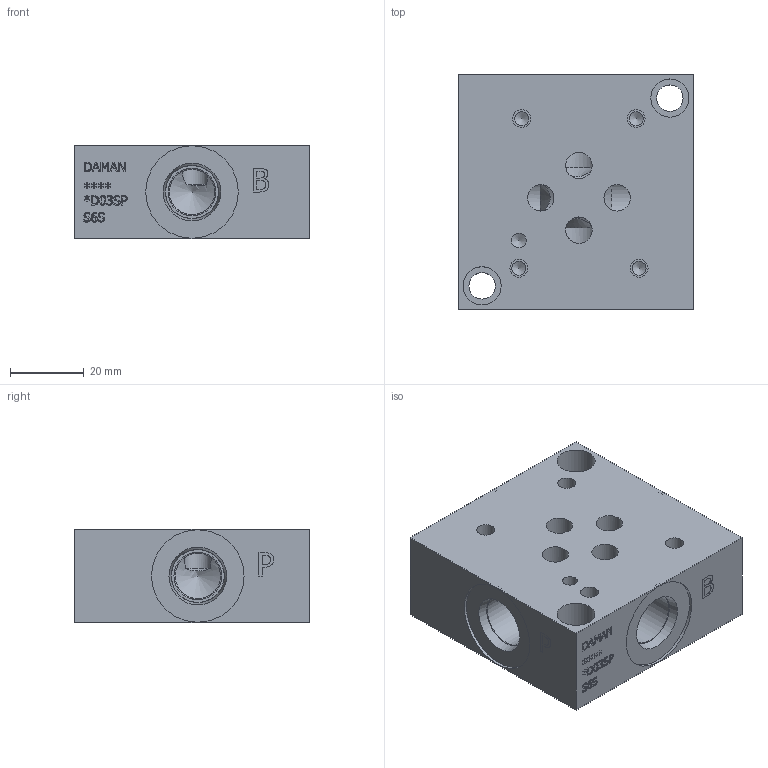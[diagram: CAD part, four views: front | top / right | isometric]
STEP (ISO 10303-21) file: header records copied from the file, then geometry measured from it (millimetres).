
FILE_DESCRIPTION(/* description */ (''),/* implementation_level */ '2;1');
FILE_NAME(/* name */ '_D03SPS6S.stp',/* time_stamp */ '2022-01-19T10:00:10-05:00',/* author */ ('trevorh'),/* organization */ (''),/* preprocessor_version */ 'ST-DEVELOPER v18',/* originating_system */ 'Autodesk Inventor 2020',/* authorisation */ '');
FILE_SCHEMA (('CONFIG_CONTROL_DESIGN'));
Length unit declared in the file: millimetre
Products named in the file (1): Part_DD03SPS6S.B01010R2_3D
Bounding box: 63.5 x 63.5 x 25.4 mm (x, y, z)
Volume: 81527.6 mm3; surface area: 21432.4 mm2
Topology: 1 solids, 1 shells, 472 faces, 1304 edges, 877 vertices
Faces by surface type: plane 267, bspline 144, cylinder 37, cone 24
Full cylindrical faces by diameter (mm): 3.785 x4, 3.962 x1, 4.826 x4, 7.137 x6, 10.312 x2, 12.294 x4, 12.9 x2, 12.903 x2, 14.275 x4, 14.529 x4, 25.019 x4
Entity records: 16304 total; most frequent: CARTESIAN_POINT 4705, ORIENTED_EDGE 2590, DIRECTION 1780, EDGE_CURVE 1295, VERTEX_POINT 877, LINE 856, VECTOR 856, EDGE_LOOP 536
